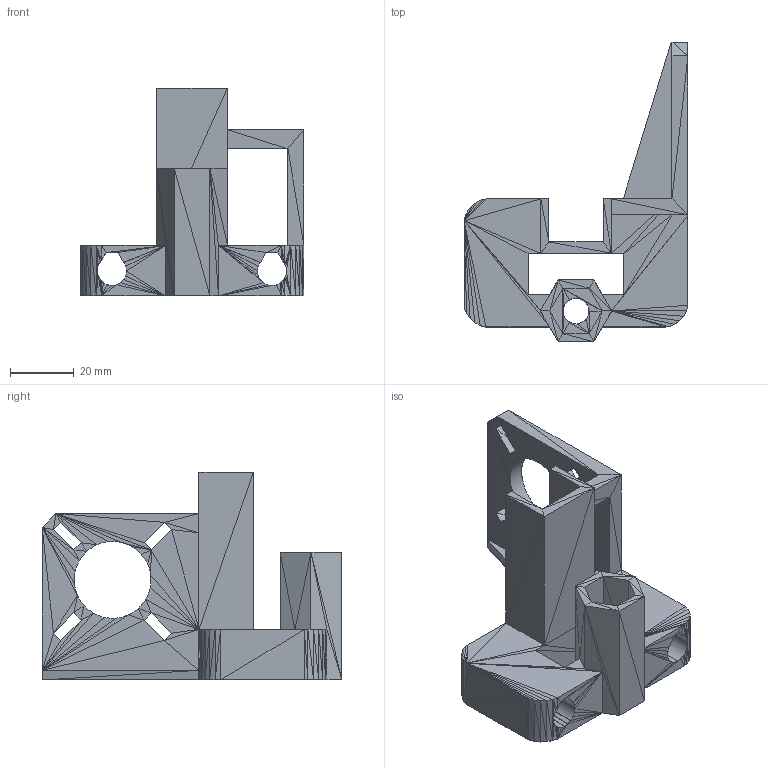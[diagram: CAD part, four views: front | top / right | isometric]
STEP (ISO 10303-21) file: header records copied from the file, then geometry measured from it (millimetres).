
FILE_DESCRIPTION (( 'STEP AP214' ), '1' );
FILE_NAME ('x-end-motor.STEP', '2012-06-16T14:15:50', ( '' ), ( '' ), 'SwSTEP 2.0', 'SolidWorks 2011', '' );
FILE_SCHEMA (( 'AUTOMOTIVE_DESIGN' ));
Length unit declared in the file: metre
Products named in the file (1): x-end-motor
Bounding box: 70 x 93.65 x 65 mm (x, y, z)
Volume: 50721.5 mm3; surface area: 27798.4 mm2
Topology: 1 solids, 1 shells, 827 faces, 1535 edges, 682 vertices
Faces by surface type: plane 805, cylinder 22
Entity records: 19055 total; most frequent: DIRECTION 3369, CARTESIAN_POINT 3333, ORIENTED_EDGE 3070, EDGE_CURVE 1535, VECTOR 1167, LINE 1167, AXIS2_PLACEMENT_3D 1101, EDGE_LOOP 827
